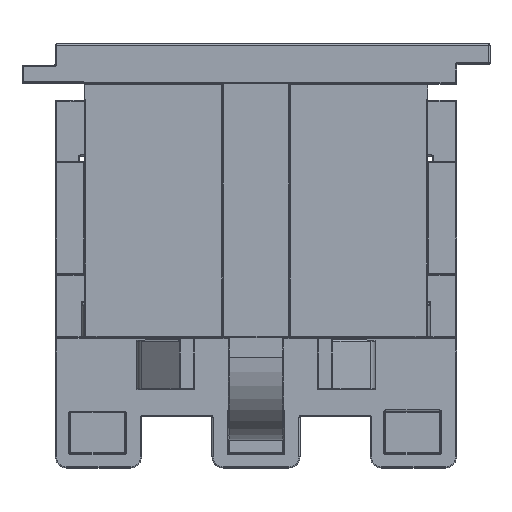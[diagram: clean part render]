
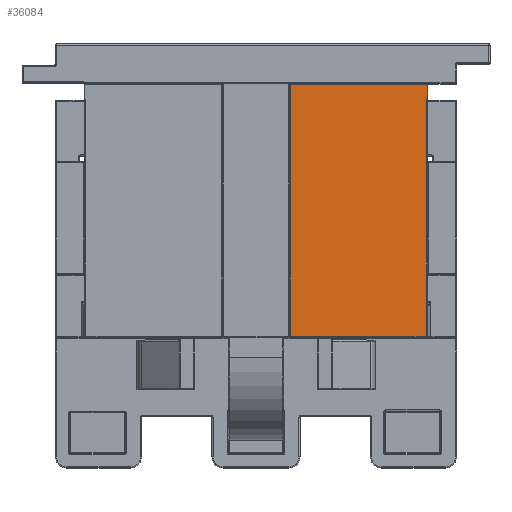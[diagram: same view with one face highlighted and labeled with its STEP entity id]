
A CAD part, top view. The second image highlights one B-rep face of the part: STEP entity #36084.
In plain terms, the highlighted planar face has unit normal (0, 0, 1).
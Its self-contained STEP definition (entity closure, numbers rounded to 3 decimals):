
#562=PLANE('',#39916);
#3152=FACE_OUTER_BOUND('',#5332,.T.);
#5332=EDGE_LOOP('',(#29759,#29760,#29761,#29762,#29763,#29764,#29765,#29766));
#6541=CIRCLE('',#38071,0.05);
#7455=CIRCLE('',#39797,0.05);
#9275=LINE('',#59960,#11805);
#9940=LINE('',#63592,#12470);
#9943=LINE('',#63608,#12473);
#9944=LINE('',#63626,#12474);
#10087=LINE('',#64453,#12617);
#10141=LINE('',#64701,#12671);
#11805=VECTOR('',#45362,10.);
#12470=VECTOR('',#48781,10.);
#12473=VECTOR('',#48806,10.);
#12474=VECTOR('',#48815,10.);
#12617=VECTOR('',#49546,10.);
#12671=VECTOR('',#49832,10.);
#14822=VERTEX_POINT('',#59585);
#14823=VERTEX_POINT('',#59587);
#14873=VERTEX_POINT('',#59959);
#15616=VERTEX_POINT('',#63289);
#15709=VERTEX_POINT('',#63604);
#15711=VERTEX_POINT('',#63615);
#15854=VERTEX_POINT('',#64434);
#15855=VERTEX_POINT('',#64435);
#18672=EDGE_CURVE('',#14822,#14823,#6541,.T.);
#18743=EDGE_CURVE('',#14873,#14823,#9275,.T.);
#20233=EDGE_CURVE('',#14873,#15616,#9940,.T.);
#20242=EDGE_CURVE('',#15616,#15709,#9943,.T.);
#20247=EDGE_CURVE('',#15709,#15711,#9944,.T.);
#20543=EDGE_CURVE('',#15854,#15855,#7455,.T.);
#20547=EDGE_CURVE('',#15855,#14822,#10087,.T.);
#20663=EDGE_CURVE('',#15711,#15854,#10141,.T.);
#29759=ORIENTED_EDGE('',*,*,#18672,.F.);
#29760=ORIENTED_EDGE('',*,*,#20547,.F.);
#29761=ORIENTED_EDGE('',*,*,#20543,.F.);
#29762=ORIENTED_EDGE('',*,*,#20663,.F.);
#29763=ORIENTED_EDGE('',*,*,#20247,.F.);
#29764=ORIENTED_EDGE('',*,*,#20242,.F.);
#29765=ORIENTED_EDGE('',*,*,#20233,.F.);
#29766=ORIENTED_EDGE('',*,*,#18743,.T.);
#36084=ADVANCED_FACE('',(#3152),#562,.F.);
#38071=AXIS2_PLACEMENT_3D('',#59588,#45249,#45250);
#39797=AXIS2_PLACEMENT_3D('',#64436,#49540,#49541);
#39916=AXIS2_PLACEMENT_3D('',#64705,#49836,#49837);
#45249=DIRECTION('center_axis',(0.,0.,-1.));
#45250=DIRECTION('ref_axis',(0.707,-0.707,0.));
#45362=DIRECTION('',(1.,0.,0.));
#48781=DIRECTION('',(0.,-1.,0.));
#48806=DIRECTION('',(-1.,0.,0.));
#48815=DIRECTION('',(0.,1.,0.));
#49540=DIRECTION('center_axis',(0.,0.,1.));
#49541=DIRECTION('ref_axis',(-0.707,0.707,0.));
#49546=DIRECTION('',(0.,-1.,0.));
#49832=DIRECTION('',(1.,0.,0.));
#49836=DIRECTION('center_axis',(0.,0.,-1.));
#49837=DIRECTION('ref_axis',(1.,0.,0.));
#59585=CARTESIAN_POINT('',(15.2,10.,17.79));
#59587=CARTESIAN_POINT('',(15.15,9.95,17.79));
#59588=CARTESIAN_POINT('Origin',(15.15,10.,17.79));
#59959=CARTESIAN_POINT('',(15.13,9.95,17.79));
#59960=CARTESIAN_POINT('',(11.3,9.95,17.79));
#63289=CARTESIAN_POINT('',(15.13,-0.66,17.79));
#63592=CARTESIAN_POINT('',(15.13,6.008,17.79));
#63604=CARTESIAN_POINT('',(9.05,-0.66,17.79));
#63608=CARTESIAN_POINT('',(2.96,-0.66,17.79));
#63615=CARTESIAN_POINT('',(9.05,10.63,17.79));
#63626=CARTESIAN_POINT('',(9.05,0.678,17.79));
#64434=CARTESIAN_POINT('',(15.201,10.63,17.79));
#64435=CARTESIAN_POINT('',(15.2,10.62,17.79));
#64436=CARTESIAN_POINT('Origin',(15.25,10.62,17.79));
#64453=CARTESIAN_POINT('',(15.2,6.008,17.79));
#64701=CARTESIAN_POINT('',(1.55,10.63,17.79));
#64705=CARTESIAN_POINT('Origin',(6.1,2.065,17.79));
